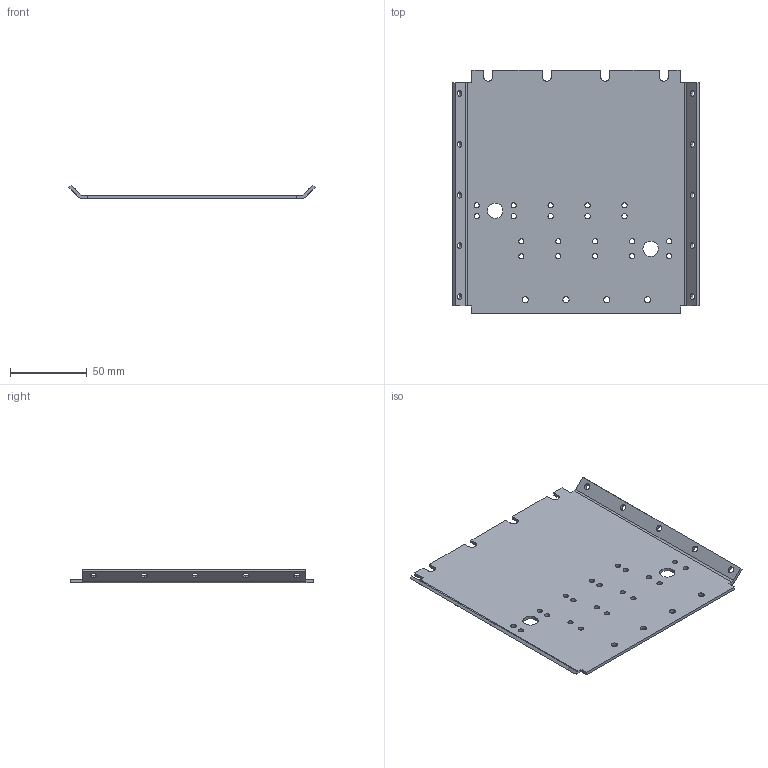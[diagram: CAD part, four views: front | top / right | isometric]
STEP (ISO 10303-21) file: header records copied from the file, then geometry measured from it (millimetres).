
FILE_DESCRIPTION (( 'STEP AP203' ), '1' );
FILE_NAME ('Screen15k.STEP', '2023-11-23T16:44:04', ( '' ), ( '' ), 'SwSTEP 2.0', 'SolidWorks 2020', '' );
FILE_SCHEMA (( 'CONFIG_CONTROL_DESIGN' ));
Length unit declared in the file: millimetre
Products named in the file (1): Screen15k
Bounding box: 159.97 x 158 x 9.07 mm (x, y, z)
Volume: 49866.5 mm3; surface area: 52152.3 mm2
Topology: 1 solids, 1 shells, 110 faces, 324 edges, 216 vertices
Faces by surface type: cylinder 80, plane 30
Entity records: 3969 total; most frequent: DIRECTION 706, CARTESIAN_POINT 651, ORIENTED_EDGE 648, EDGE_CURVE 324, AXIS2_PLACEMENT_3D 271, VERTEX_POINT 216, EDGE_LOOP 182, VECTOR 164
